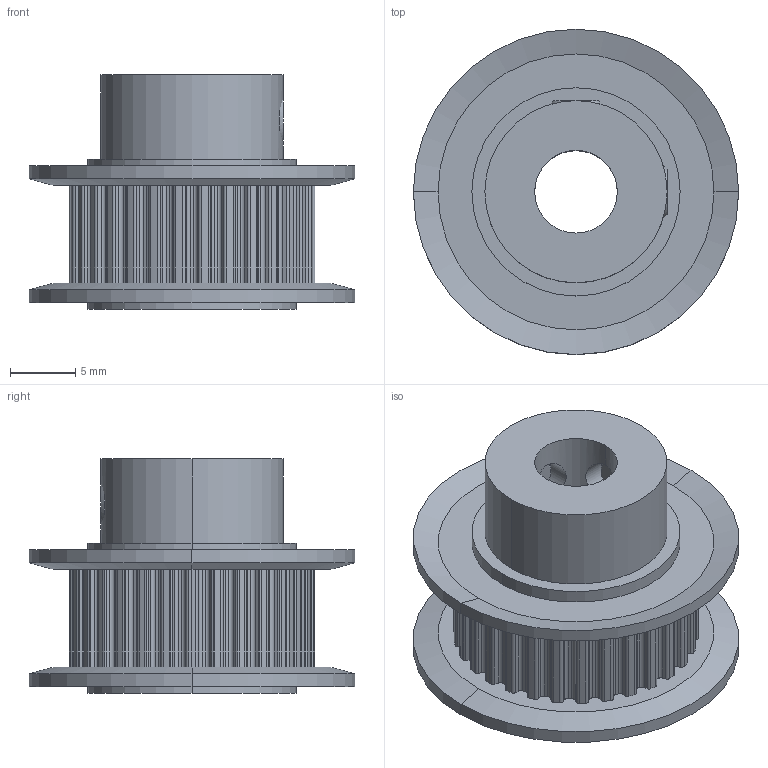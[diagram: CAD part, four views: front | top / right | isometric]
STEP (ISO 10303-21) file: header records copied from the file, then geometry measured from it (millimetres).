
FILE_DESCRIPTION (( 'STEP AP203' ), '1' );
FILE_NAME ('A30-MXL025-B0250.step', '2023-08-24T19:10:38', ( '' ), ( '' ), 'SwSTEP 2.0', 'SolidWorks 2021', '' );
FILE_SCHEMA (( 'CONFIG_CONTROL_DESIGN' ));
Length unit declared in the file: millimetre
Products named in the file (1): A30-MXL025-B0250
Bounding box: 25 x 25 x 18 mm (x, y, z)
Volume: 3780.4 mm3; surface area: 3518 mm2
Topology: 5 solids, 5 shells, 348 faces, 967 edges, 628 vertices
Faces by surface type: cylinder 229, plane 85, cone 34
Entity records: 11662 total; most frequent: CARTESIAN_POINT 2298, DIRECTION 2103, ORIENTED_EDGE 1926, EDGE_CURVE 963, AXIS2_PLACEMENT_3D 829, VERTEX_POINT 628, CIRCLE 480, LINE 445
